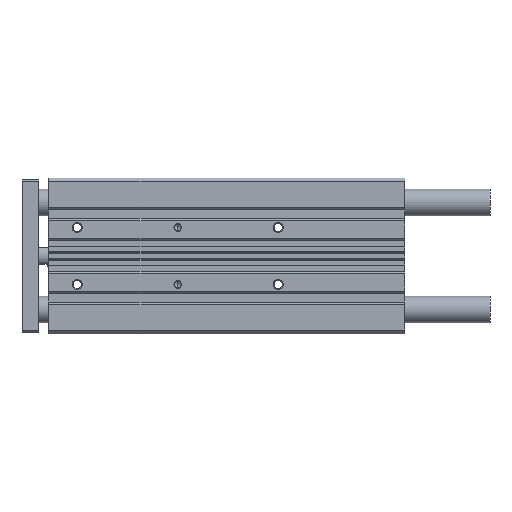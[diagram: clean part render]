
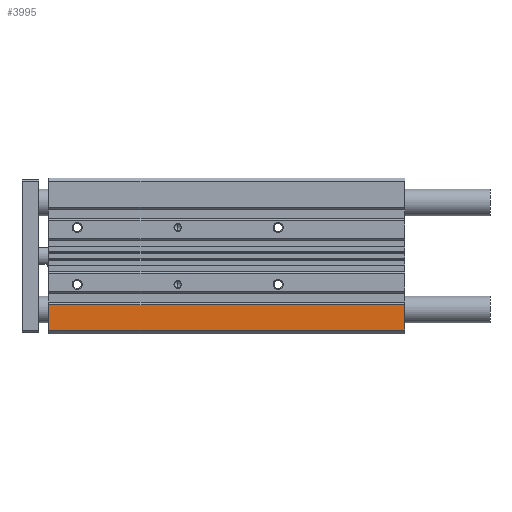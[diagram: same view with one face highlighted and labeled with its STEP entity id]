
A CAD part, front view. The second image highlights one B-rep face of the part: STEP entity #3995.
In plain terms, the highlighted planar face has unit normal (0, -1, 0).
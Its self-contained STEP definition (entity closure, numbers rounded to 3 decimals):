
#57 = ORIENTED_EDGE ( 'NONE', *, *, #5430, .T. ) ;
#857 = CARTESIAN_POINT ( 'NONE',  ( 212.5, -21., -29. ) ) ;
#859 = DIRECTION ( 'NONE',  ( 0., 0., -1. ) ) ;
#1110 = VECTOR ( 'NONE', #3414, 1000. ) ;
#1337 = ORIENTED_EDGE ( 'NONE', *, *, #7170, .F. ) ;
#2021 = ORIENTED_EDGE ( 'NONE', *, *, #2255, .T. ) ;
#2255 = EDGE_CURVE ( 'NONE', #2742, #3783, #7353, .T. ) ;
#2283 = DIRECTION ( 'NONE',  ( -1., 0., 0. ) ) ;
#2426 = CARTESIAN_POINT ( 'NONE',  ( 212.5, -21., -44.2 ) ) ;
#2742 = VERTEX_POINT ( 'NONE', #10927 ) ;
#2780 = VERTEX_POINT ( 'NONE', #857 ) ;
#3180 = LINE ( 'NONE', #7191, #5868 ) ;
#3414 = DIRECTION ( 'NONE',  ( 0., 0., -1. ) ) ;
#3783 = VERTEX_POINT ( 'NONE', #4618 ) ;
#3995 = ADVANCED_FACE ( 'NONE', ( #11860 ), #6717, .T. ) ;
#4012 = VECTOR ( 'NONE', #2283, 1000. ) ;
#4618 = CARTESIAN_POINT ( 'NONE',  ( 0., -21., -44.2 ) ) ;
#4961 = ORIENTED_EDGE ( 'NONE', *, *, #11852, .F. ) ;
#5204 = LINE ( 'NONE', #9158, #7798 ) ;
#5430 = EDGE_CURVE ( 'NONE', #2780, #2742, #3180, .T. ) ;
#5868 = VECTOR ( 'NONE', #11145, 1000. ) ;
#6240 = CARTESIAN_POINT ( 'NONE',  ( 0., -21., -44.2 ) ) ;
#6717 = PLANE ( 'NONE',  #12702 ) ;
#6972 = CARTESIAN_POINT ( 'NONE',  ( 0., -21., -44.2 ) ) ;
#7170 = EDGE_CURVE ( 'NONE', #2780, #7685, #5204, .T. ) ;
#7191 = CARTESIAN_POINT ( 'NONE',  ( 0., -21., -29. ) ) ;
#7228 = LINE ( 'NONE', #8415, #4012 ) ;
#7353 = LINE ( 'NONE', #6240, #1110 ) ;
#7685 = VERTEX_POINT ( 'NONE', #2426 ) ;
#7798 = VECTOR ( 'NONE', #11262, 1000. ) ;
#8415 = CARTESIAN_POINT ( 'NONE',  ( 0., -21., -44.2 ) ) ;
#8764 = DIRECTION ( 'NONE',  ( 0., -1., 0. ) ) ;
#9158 = CARTESIAN_POINT ( 'NONE',  ( 212.5, -21., 0. ) ) ;
#10568 = EDGE_LOOP ( 'NONE', ( #2021, #4961, #1337, #57 ) ) ;
#10927 = CARTESIAN_POINT ( 'NONE',  ( 0., -21., -29. ) ) ;
#11145 = DIRECTION ( 'NONE',  ( -1., 0., 0. ) ) ;
#11262 = DIRECTION ( 'NONE',  ( 0., 0., -1. ) ) ;
#11852 = EDGE_CURVE ( 'NONE', #7685, #3783, #7228, .T. ) ;
#11860 = FACE_OUTER_BOUND ( 'NONE', #10568, .T. ) ;
#12702 = AXIS2_PLACEMENT_3D ( 'NONE', #6972, #8764, #859 ) ;
